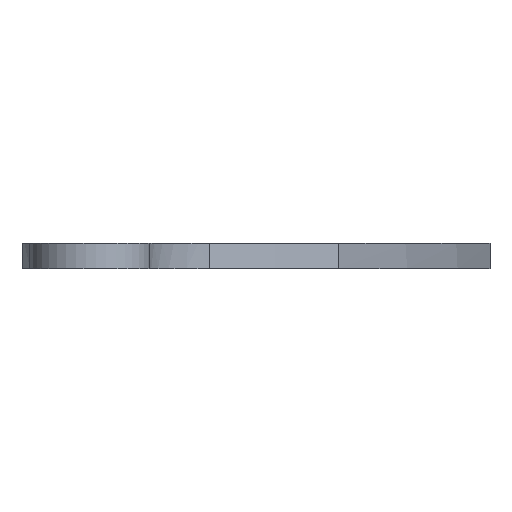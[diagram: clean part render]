
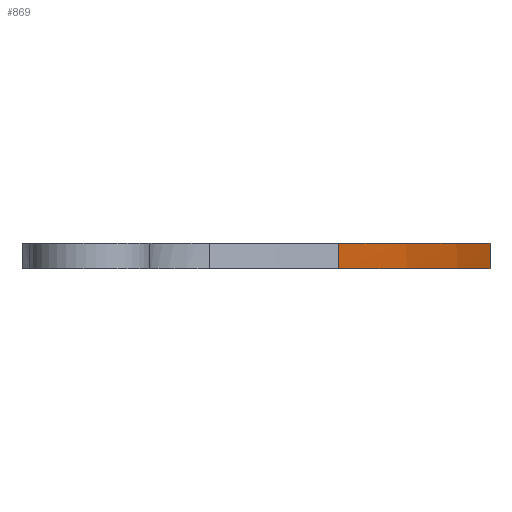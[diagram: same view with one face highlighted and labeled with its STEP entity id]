
A CAD part, left-side view. The second image highlights one B-rep face of the part: STEP entity #869.
In plain terms, the highlighted free-form (B-spline) face has degree [5, 1] with [15, 2] control points.
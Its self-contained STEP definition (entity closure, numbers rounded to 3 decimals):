
#69=B_SPLINE_CURVE_WITH_KNOTS('',3,(#1298,#1299,#1300,#1301,#1302,#1303),
 .UNSPECIFIED.,.F.,.F.,(4,2,4),(-0.63,-0.315,0.),.UNSPECIFIED.);
#73=B_SPLINE_CURVE_WITH_KNOTS('',3,(#1380,#1381,#1382,#1383,#1384,#1385),
 .UNSPECIFIED.,.F.,.F.,(4,2,4),(15.271,17.888,26.032),
 .UNSPECIFIED.);
#119=FACE_OUTER_BOUND('',#165,.T.);
#165=EDGE_LOOP('',(#619,#620,#621,#622));
#234=LINE('',#1379,#302);
#302=VECTOR('',#1006,10.);
#355=(
BOUNDED_CURVE()
B_SPLINE_CURVE(5,(#1368,#1369,#1370,#1371,#1372,#1373,#1374,#1375,#1376,
#1377),.UNSPECIFIED.,.F.,.F.)
B_SPLINE_CURVE_WITH_KNOTS((6,1,1,1,1,6),(0.,0.1,0.2,0.3,0.4,0.422),
 .UNSPECIFIED.)
CURVE()
GEOMETRIC_REPRESENTATION_ITEM()
RATIONAL_B_SPLINE_CURVE((1.,1.,1.,1.,1.,1.,1.,1.,1.,1.))
REPRESENTATION_ITEM('')
);
#384=VERTEX_POINT('',#1287);
#386=VERTEX_POINT('',#1296);
#395=VERTEX_POINT('',#1367);
#396=VERTEX_POINT('',#1378);
#476=EDGE_CURVE('',#384,#386,#69,.T.);
#485=EDGE_CURVE('',#395,#386,#355,.T.);
#486=EDGE_CURVE('',#396,#395,#234,.T.);
#487=EDGE_CURVE('',#384,#396,#73,.T.);
#619=ORIENTED_EDGE('',*,*,#476,.T.);
#620=ORIENTED_EDGE('',*,*,#485,.F.);
#621=ORIENTED_EDGE('',*,*,#486,.F.);
#622=ORIENTED_EDGE('',*,*,#487,.F.);
#853=(
BOUNDED_SURFACE()
B_SPLINE_SURFACE(5,1,((#1337,#1338),(#1339,#1340),(#1341,#1342),(#1343,
#1344),(#1345,#1346),(#1347,#1348),(#1349,#1350),(#1351,#1352),(#1353,#1354),
(#1355,#1356),(#1357,#1358),(#1359,#1360),(#1361,#1362),(#1363,#1364),(#1365,
#1366)),.UNSPECIFIED.,.F.,.F.,.F.)
B_SPLINE_SURFACE_WITH_KNOTS((6,1,1,1,1,1,1,1,1,1,6),(2,2),(0.,0.1,0.2,0.3,
0.4,0.5,0.6,0.7,0.8,0.9,1.),(0.,20.),.UNSPECIFIED.)
GEOMETRIC_REPRESENTATION_ITEM()
RATIONAL_B_SPLINE_SURFACE(((1.,1.),(1.,1.),(1.,1.),(1.,1.),(1.,1.),(1.,
1.),(1.,1.),(1.,1.),(1.,1.),(1.,1.),(1.,1.),(1.,1.),(1.,1.),(1.,1.),(1.,
1.)))
REPRESENTATION_ITEM('')
SURFACE()
);
#869=ADVANCED_FACE('',(#119),#853,.F.);
#1006=DIRECTION('',(0.,0.,1.));
#1287=CARTESIAN_POINT('',(178.258,18.388,0.));
#1296=CARTESIAN_POINT('',(178.258,18.388,6.3));
#1298=CARTESIAN_POINT('Ctrl Pts',(178.258,18.388,0.));
#1299=CARTESIAN_POINT('Ctrl Pts',(178.258,18.388,1.05));
#1300=CARTESIAN_POINT('Ctrl Pts',(178.258,18.388,2.1));
#1301=CARTESIAN_POINT('Ctrl Pts',(178.258,18.388,4.2));
#1302=CARTESIAN_POINT('Ctrl Pts',(178.258,18.388,5.25));
#1303=CARTESIAN_POINT('Ctrl Pts',(178.258,18.388,6.3));
#1337=CARTESIAN_POINT('Ctrl Pts',(92.086,56.255,6.3));
#1338=CARTESIAN_POINT('Ctrl Pts',(92.086,56.255,-193.7));
#1339=CARTESIAN_POINT('Ctrl Pts',(95.739,53.616,6.3));
#1340=CARTESIAN_POINT('Ctrl Pts',(95.739,53.616,-193.7));
#1341=CARTESIAN_POINT('Ctrl Pts',(103.141,48.527,6.3));
#1342=CARTESIAN_POINT('Ctrl Pts',(103.141,48.527,-193.7));
#1343=CARTESIAN_POINT('Ctrl Pts',(114.535,41.462,6.3));
#1344=CARTESIAN_POINT('Ctrl Pts',(114.535,41.462,-193.7));
#1345=CARTESIAN_POINT('Ctrl Pts',(130.314,33.194,6.3));
#1346=CARTESIAN_POINT('Ctrl Pts',(130.314,33.194,-193.7));
#1347=CARTESIAN_POINT('Ctrl Pts',(151.082,24.907,6.3));
#1348=CARTESIAN_POINT('Ctrl Pts',(151.082,24.907,-193.7));
#1349=CARTESIAN_POINT('Ctrl Pts',(172.974,18.826,6.3));
#1350=CARTESIAN_POINT('Ctrl Pts',(172.974,18.826,-193.7));
#1351=CARTESIAN_POINT('Ctrl Pts',(196.062,15.091,6.3));
#1352=CARTESIAN_POINT('Ctrl Pts',(196.062,15.091,-193.7));
#1353=CARTESIAN_POINT('Ctrl Pts',(220.351,13.71,6.3));
#1354=CARTESIAN_POINT('Ctrl Pts',(220.351,13.71,-193.7));
#1355=CARTESIAN_POINT('Ctrl Pts',(245.758,14.524,6.3));
#1356=CARTESIAN_POINT('Ctrl Pts',(245.758,14.524,-193.7));
#1357=CARTESIAN_POINT('Ctrl Pts',(272.186,17.337,6.3));
#1358=CARTESIAN_POINT('Ctrl Pts',(272.186,17.337,-193.7));
#1359=CARTESIAN_POINT('Ctrl Pts',(294.069,21.042,6.3));
#1360=CARTESIAN_POINT('Ctrl Pts',(294.069,21.042,-193.7));
#1361=CARTESIAN_POINT('Ctrl Pts',(310.871,24.585,6.3));
#1362=CARTESIAN_POINT('Ctrl Pts',(310.871,24.585,-193.7));
#1363=CARTESIAN_POINT('Ctrl Pts',(322.242,27.281,6.3));
#1364=CARTESIAN_POINT('Ctrl Pts',(322.242,27.281,-193.7));
#1365=CARTESIAN_POINT('Ctrl Pts',(327.971,28.712,6.3));
#1366=CARTESIAN_POINT('Ctrl Pts',(327.971,28.712,-193.7));
#1367=CARTESIAN_POINT('',(92.086,56.255,6.3));
#1368=CARTESIAN_POINT('Ctrl Pts',(92.086,56.255,6.3));
#1369=CARTESIAN_POINT('Ctrl Pts',(95.739,53.616,6.3));
#1370=CARTESIAN_POINT('Ctrl Pts',(103.141,48.527,6.3));
#1371=CARTESIAN_POINT('Ctrl Pts',(114.535,41.462,6.3));
#1372=CARTESIAN_POINT('Ctrl Pts',(130.314,33.194,6.3));
#1373=CARTESIAN_POINT('Ctrl Pts',(147.843,26.199,6.3));
#1374=CARTESIAN_POINT('Ctrl Pts',(161.802,22.006,6.3));
#1375=CARTESIAN_POINT('Ctrl Pts',(171.717,19.683,6.3));
#1376=CARTESIAN_POINT('Ctrl Pts',(177.255,18.581,6.3));
#1377=CARTESIAN_POINT('Ctrl Pts',(178.258,18.388,6.3));
#1378=CARTESIAN_POINT('',(92.086,56.255,0.));
#1379=CARTESIAN_POINT('',(92.086,56.255,6.3));
#1380=CARTESIAN_POINT('Ctrl Pts',(178.258,18.388,0.));
#1381=CARTESIAN_POINT('Ctrl Pts',(170.735,19.838,0.));
#1382=CARTESIAN_POINT('Ctrl Pts',(163.423,21.669,0.));
#1383=CARTESIAN_POINT('Ctrl Pts',(133.948,30.767,0.));
#1384=CARTESIAN_POINT('Ctrl Pts',(112.37,41.602,0.));
#1385=CARTESIAN_POINT('Ctrl Pts',(92.086,56.255,0.));
